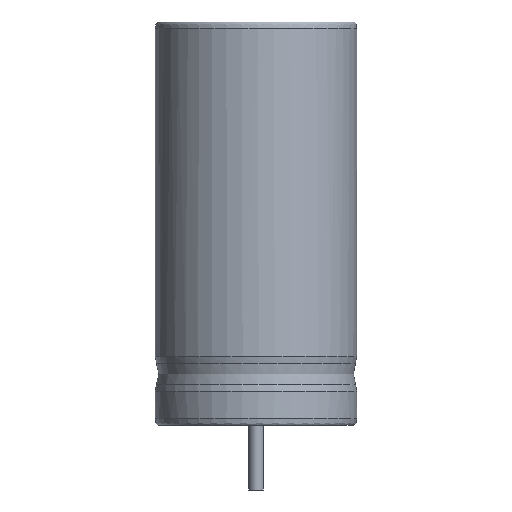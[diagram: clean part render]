
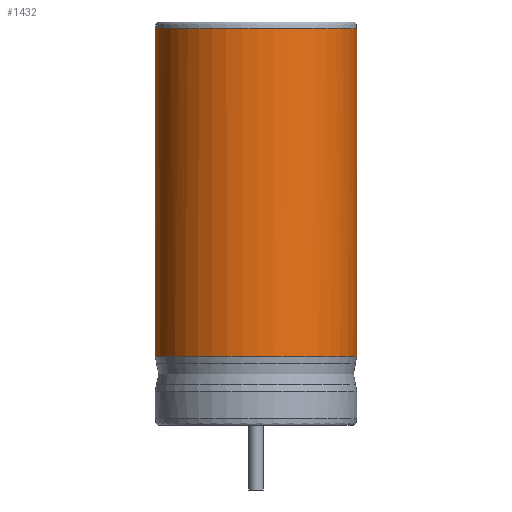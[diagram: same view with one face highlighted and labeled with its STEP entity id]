
A CAD part, left-side view. The second image highlights one B-rep face of the part: STEP entity #1432.
In plain terms, the highlighted free-form (B-spline) face has degree [2, 1] with [7, 2] control points.
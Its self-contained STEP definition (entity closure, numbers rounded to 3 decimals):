
#1068 = VERTEX_POINT('',#1069);
#1069 = CARTESIAN_POINT('',(8.274,-2.392,
    4.27));
#1080 = EDGE_CURVE('',#1068,#1081,#1083,.T.);
#1081 = VERTEX_POINT('',#1082);
#1082 = CARTESIAN_POINT('',(8.274,2.392,4.27
    ));
#1083 = B_SPLINE_CURVE_WITH_KNOTS('',12,(#1084,#1085,#1086,#1087,#1088,
    #1089,#1090,#1091,#1092,#1093,#1094,#1095,#1096,#1097,#1098,#1099,
    #1100,#1101,#1102,#1103,#1104,#1105,#1106,#1107,#1108,#1109,#1110,
    #1111,#1112,#1113,#1114,#1115,#1116,#1117,#1118),.UNSPECIFIED.,.F.,
  .F.,(13,11,11,13),(-1.464,0.,34.361
    ,35.825),.UNSPECIFIED.);
#1084 = CARTESIAN_POINT('',(8.835,-1.039,
    4.27));
#1085 = CARTESIAN_POINT('',(8.787,-1.153,
    4.27));
#1086 = CARTESIAN_POINT('',(8.741,-1.266,
    4.27));
#1087 = CARTESIAN_POINT('',(8.694,-1.379,
    4.27));
#1088 = CARTESIAN_POINT('',(8.647,-1.492,
    4.27));
#1089 = CARTESIAN_POINT('',(8.6,-1.605,
    4.27));
#1090 = CARTESIAN_POINT('',(8.553,-1.718,
    4.27));
#1091 = CARTESIAN_POINT('',(8.507,-1.831,
    4.27));
#1092 = CARTESIAN_POINT('',(8.46,-1.943,
    4.27));
#1093 = CARTESIAN_POINT('',(8.414,-2.056,
    4.27));
#1094 = CARTESIAN_POINT('',(8.367,-2.168,
    4.27));
#1095 = CARTESIAN_POINT('',(8.321,-2.28,
    4.27));
#1096 = CARTESIAN_POINT('',(7.186,-5.019,4.27
    ));
#1097 = CARTESIAN_POINT('',(4.777,-7.146,4.27
    ));
#1098 = CARTESIAN_POINT('',(1.299,-7.989,
    4.27));
#1099 = CARTESIAN_POINT('',(-2.43,-6.892,
    4.27));
#1100 = CARTESIAN_POINT('',(-5.207,-4.157,
    4.27));
#1101 = CARTESIAN_POINT('',(-6.599,0.,
    4.27));
#1102 = CARTESIAN_POINT('',(-5.207,4.157,
    4.27));
#1103 = CARTESIAN_POINT('',(-2.43,6.892,4.27)
  );
#1104 = CARTESIAN_POINT('',(1.299,7.989,4.27)
  );
#1105 = CARTESIAN_POINT('',(4.777,7.146,4.27
    ));
#1106 = CARTESIAN_POINT('',(7.186,5.019,4.27
    ));
#1107 = CARTESIAN_POINT('',(8.321,2.28,4.27
    ));
#1108 = CARTESIAN_POINT('',(8.367,2.168,4.27
    ));
#1109 = CARTESIAN_POINT('',(8.414,2.056,4.27
    ));
#1110 = CARTESIAN_POINT('',(8.46,1.943,4.27
    ));
#1111 = CARTESIAN_POINT('',(8.507,1.831,4.27
    ));
#1112 = CARTESIAN_POINT('',(8.553,1.718,4.27
    ));
#1113 = CARTESIAN_POINT('',(8.6,1.605,4.27
    ));
#1114 = CARTESIAN_POINT('',(8.647,1.492,4.27
    ));
#1115 = CARTESIAN_POINT('',(8.694,1.379,4.27
    ));
#1116 = CARTESIAN_POINT('',(8.741,1.266,4.27
    ));
#1117 = CARTESIAN_POINT('',(8.787,1.153,4.27
    ));
#1118 = CARTESIAN_POINT('',(8.835,1.039,4.27
    ));
#1432 = ADVANCED_FACE('',(#1433),#1460,.T.);
#1433 = FACE_BOUND('',#1434,.T.);
#1434 = EDGE_LOOP('',(#1435,#1449,#1454,#1455));
#1435 = ORIENTED_EDGE('',*,*,#1436,.T.);
#1436 = EDGE_CURVE('',#1437,#1439,#1441,.T.);
#1437 = VERTEX_POINT('',#1438);
#1438 = CARTESIAN_POINT('',(8.274,-2.392,24.6));
#1439 = VERTEX_POINT('',#1440);
#1440 = CARTESIAN_POINT('',(8.274,2.392,24.6));
#1441 = ( BOUNDED_CURVE() B_SPLINE_CURVE(2,(#1442,#1443,#1444,#1445,
#1446,#1447,#1448),.UNSPECIFIED.,.F.,.F.) B_SPLINE_CURVE_WITH_KNOTS((3,2
    ,2,3),(0.,1.833,3.665,5.498),
.PIECEWISE_BEZIER_KNOTS.) CURVE() GEOMETRIC_REPRESENTATION_ITEM() 
RATIONAL_B_SPLINE_CURVE((1.,0.609,1.,0.609,1.,
0.609,1.)) REPRESENTATION_ITEM('') );
#1442 = CARTESIAN_POINT('',(8.274,-2.392,24.6));
#1443 = CARTESIAN_POINT('',(5.157,-9.917,24.6));
#1444 = CARTESIAN_POINT('',(-1.305,-4.958,24.6));
#1445 = CARTESIAN_POINT('',(-7.767,0.,24.6));
#1446 = CARTESIAN_POINT('',(-1.305,4.958,24.6));
#1447 = CARTESIAN_POINT('',(5.157,9.917,24.6));
#1448 = CARTESIAN_POINT('',(8.274,2.392,24.6));
#1449 = ORIENTED_EDGE('',*,*,#1450,.F.);
#1450 = EDGE_CURVE('',#1081,#1439,#1451,.T.);
#1451 = B_SPLINE_CURVE_WITH_KNOTS('',1,(#1452,#1453),.UNSPECIFIED.,.F.,
  .F.,(2,2),(0.135,10.3),.PIECEWISE_BEZIER_KNOTS.);
#1452 = CARTESIAN_POINT('',(8.274,2.392,4.27
    ));
#1453 = CARTESIAN_POINT('',(8.274,2.392,24.6));
#1454 = ORIENTED_EDGE('',*,*,#1080,.F.);
#1455 = ORIENTED_EDGE('',*,*,#1456,.T.);
#1456 = EDGE_CURVE('',#1068,#1437,#1457,.T.);
#1457 = B_SPLINE_CURVE_WITH_KNOTS('',1,(#1458,#1459),.UNSPECIFIED.,.F.,
  .F.,(2,2),(0.135,10.3),.PIECEWISE_BEZIER_KNOTS.);
#1458 = CARTESIAN_POINT('',(8.274,-2.392,
    4.27));
#1459 = CARTESIAN_POINT('',(8.274,-2.392,24.6));
#1460 = ( BOUNDED_SURFACE() B_SPLINE_SURFACE(2,1,(
    (#1461,#1462)
    ,(#1463,#1464)
    ,(#1465,#1466)
    ,(#1467,#1468)
    ,(#1469,#1470)
    ,(#1471,#1472)
    ,(#1473,#1474
)),.UNSPECIFIED.,.F.,.F.,.F.) B_SPLINE_SURFACE_WITH_KNOTS((3,2,2,3),(2,2
    ),(0.785,2.618,4.451,6.283),(
0.135,10.3),.UNSPECIFIED.) GEOMETRIC_REPRESENTATION_ITEM() 
RATIONAL_B_SPLINE_SURFACE((
    (1.,1.)
    ,(0.609,0.609)
    ,(1.,1.)
    ,(0.609,0.609)
    ,(1.,1.)
    ,(0.609,0.609)
,(1.,1.))) REPRESENTATION_ITEM('') SURFACE() );
#1461 = CARTESIAN_POINT('',(8.274,2.392,4.27
    ));
#1462 = CARTESIAN_POINT('',(8.274,2.392,24.6));
#1463 = CARTESIAN_POINT('',(5.157,9.917,4.27)
  );
#1464 = CARTESIAN_POINT('',(5.157,9.917,24.6));
#1465 = CARTESIAN_POINT('',(-1.305,4.958,4.27
    ));
#1466 = CARTESIAN_POINT('',(-1.305,4.958,24.6));
#1467 = CARTESIAN_POINT('',(-7.767,0.,
    4.27));
#1468 = CARTESIAN_POINT('',(-7.767,0.,24.6));
#1469 = CARTESIAN_POINT('',(-1.305,-4.958,
    4.27));
#1470 = CARTESIAN_POINT('',(-1.305,-4.958,24.6));
#1471 = CARTESIAN_POINT('',(5.157,-9.917,4.27
    ));
#1472 = CARTESIAN_POINT('',(5.157,-9.917,24.6));
#1473 = CARTESIAN_POINT('',(8.274,-2.392,
    4.27));
#1474 = CARTESIAN_POINT('',(8.274,-2.392,24.6));
